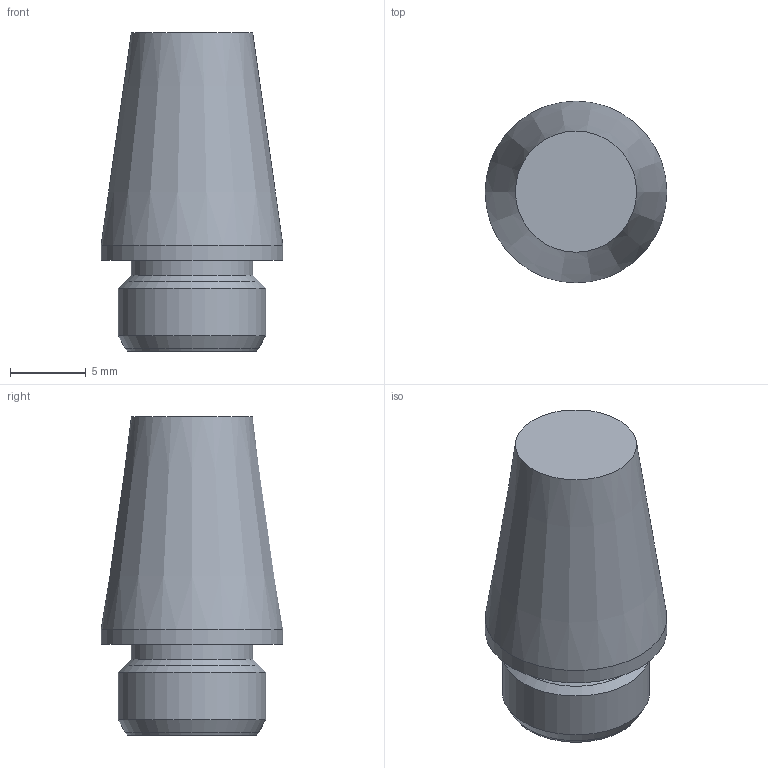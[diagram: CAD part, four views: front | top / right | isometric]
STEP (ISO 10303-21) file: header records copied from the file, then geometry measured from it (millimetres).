
FILE_DESCRIPTION(/* description */ (''),/* implementation_level */ '2;1');
FILE_NAME(/* name */ '303012_SC_1-8_25.07.19',/* time_stamp */ '2019-07-25T11:39:24+02:00',/* author */ (''),/* organization */ (''),/* preprocessor_version */ 'ST-DEVELOPER v16.5',/* originating_system */ 'HiCAD 2016 2102.3 Build 808',/* authorisation */ '');
FILE_SCHEMA (('AUTOMOTIVE_DESIGN { 1 0 10303 214 1 1 1 1 }'));
Length unit declared in the file: millimetre
Products named in the file (4): Root; Gewinde; G 1/8; Filter
Assembly tree (3 placements, depth 3):
  Root
    Gewinde
      G 1/8
    Filter
Bounding box: 12 x 12 x 21 mm (x, y, z)
Volume: 916 mm3; surface area: 1714.6 mm2
Topology: 3 solids, 3 shells, 22 faces, 40 edges, 25 vertices
Faces by surface type: cylinder 8, cone 7, plane 7
Full cylindrical faces by diameter (mm): 7 x1, 8 x3, 8.8 x2, 9.728 x1, 12 x1
Entity records: 734 total; most frequent: DIRECTION 98, CARTESIAN_POINT 70, AXIS2_PLACEMENT_3D 49, PRESENTATION_STYLE_ASSIGNMENT 45, COLOUR_RGB 43, DRAUGHTING_PRE_DEFINED_CURVE_FONT 42, CURVE_STYLE 42, OVER_RIDING_STYLED_ITEM 42
